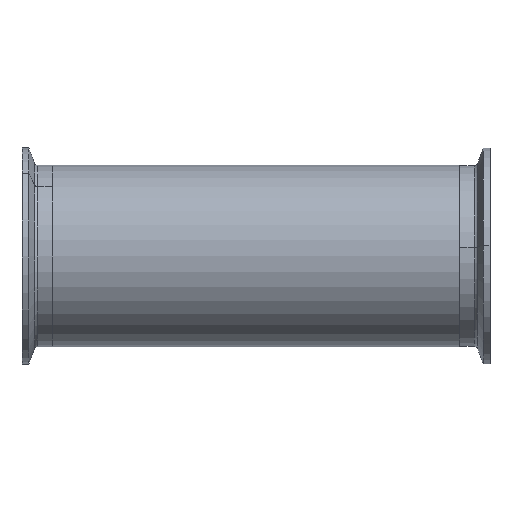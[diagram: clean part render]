
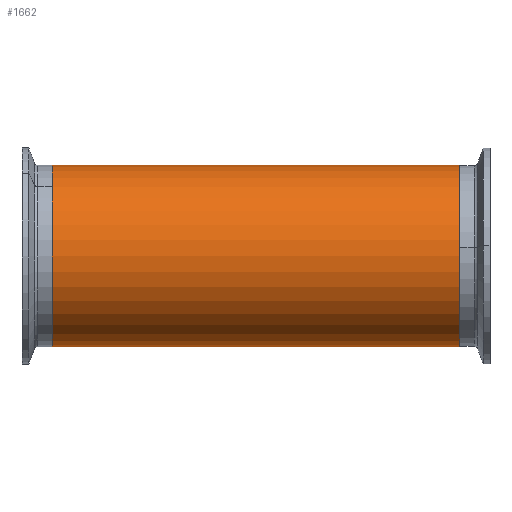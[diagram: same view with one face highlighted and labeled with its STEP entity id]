
A CAD part, front view. The second image highlights one B-rep face of the part: STEP entity #1662.
In plain terms, the highlighted cylindrical face has radius 38.1 mm (diameter 76.2 mm), a partial arc.
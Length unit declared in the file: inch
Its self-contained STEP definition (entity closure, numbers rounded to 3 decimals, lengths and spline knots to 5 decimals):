
#45 = VERTEX_POINT ( 'NONE', #2553 ) ;
#94 = DIRECTION ( 'NONE',  ( 0., 0., -1. ) ) ;
#282 = LINE ( 'NONE', #507, #2095 ) ;
#345 = DIRECTION ( 'NONE',  ( 1., 0., 0. ) ) ;
#352 = CYLINDRICAL_SURFACE ( 'NONE', #465, 1.5 ) ;
#453 = DIRECTION ( 'NONE',  ( 0., 0., -1. ) ) ;
#465 = AXIS2_PLACEMENT_3D ( 'NONE', #2824, #499, #1636 ) ;
#499 = DIRECTION ( 'NONE',  ( -1., 0., 0. ) ) ;
#507 = CARTESIAN_POINT ( 'NONE',  ( 3.37402, 0., -1.5 ) ) ;
#527 = EDGE_CURVE ( 'NONE', #1335, #2464, #1832, .T. ) ;
#587 = CARTESIAN_POINT ( 'NONE',  ( 3.37402, 0., 0. ) ) ;
#686 = CARTESIAN_POINT ( 'NONE',  ( 3.37402, 0., 1.5 ) ) ;
#766 = CARTESIAN_POINT ( 'NONE',  ( -3.37402, 0., 0. ) ) ;
#779 = DIRECTION ( 'NONE',  ( -1., 0., 0. ) ) ;
#865 = FACE_OUTER_BOUND ( 'NONE', #1941, .T. ) ;
#879 = AXIS2_PLACEMENT_3D ( 'NONE', #587, #345, #94 ) ;
#960 = EDGE_CURVE ( 'NONE', #1335, #45, #2089, .T. ) ;
#1041 = CARTESIAN_POINT ( 'NONE',  ( -3.37402, 0., 1.5 ) ) ;
#1087 = ORIENTED_EDGE ( 'NONE', *, *, #2802, .F. ) ;
#1170 = DIRECTION ( 'NONE',  ( 1., 0., 0. ) ) ;
#1327 = ORIENTED_EDGE ( 'NONE', *, *, #960, .F. ) ;
#1335 = VERTEX_POINT ( 'NONE', #686 ) ;
#1359 = VECTOR ( 'NONE', #2869, 39.37008 ) ;
#1395 = ORIENTED_EDGE ( 'NONE', *, *, #527, .T. ) ;
#1636 = DIRECTION ( 'NONE',  ( 0., 0., 1. ) ) ;
#1662 = ADVANCED_FACE ( 'NONE', ( #865 ), #352, .T. ) ;
#1832 = LINE ( 'NONE', #2096, #1359 ) ;
#1919 = VERTEX_POINT ( 'NONE', #2842 ) ;
#1941 = EDGE_LOOP ( 'NONE', ( #1087, #1327, #1395, #2647 ) ) ;
#1972 = CIRCLE ( 'NONE', #2031, 1.5 ) ;
#2031 = AXIS2_PLACEMENT_3D ( 'NONE', #766, #1170, #453 ) ;
#2089 = CIRCLE ( 'NONE', #879, 1.5 ) ;
#2095 = VECTOR ( 'NONE', #779, 39.37008 ) ;
#2096 = CARTESIAN_POINT ( 'NONE',  ( 3.37402, 0., 1.5 ) ) ;
#2134 = EDGE_CURVE ( 'NONE', #2464, #1919, #1972, .T. ) ;
#2464 = VERTEX_POINT ( 'NONE', #1041 ) ;
#2553 = CARTESIAN_POINT ( 'NONE',  ( 3.37402, 0., -1.5 ) ) ;
#2647 = ORIENTED_EDGE ( 'NONE', *, *, #2134, .T. ) ;
#2802 = EDGE_CURVE ( 'NONE', #45, #1919, #282, .T. ) ;
#2824 = CARTESIAN_POINT ( 'NONE',  ( 3.37402, 0., 0. ) ) ;
#2842 = CARTESIAN_POINT ( 'NONE',  ( -3.37402, 0., -1.5 ) ) ;
#2869 = DIRECTION ( 'NONE',  ( -1., 0., 0. ) ) ;
